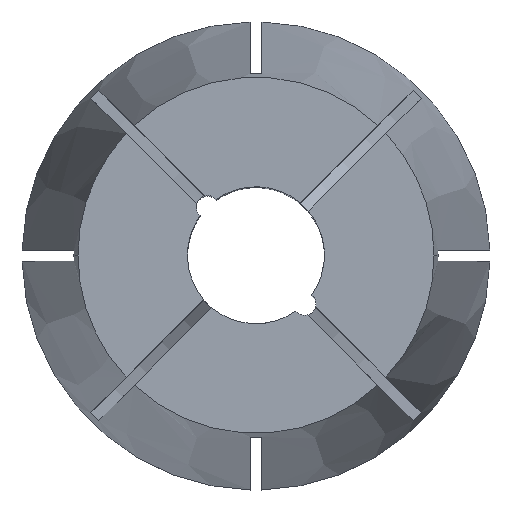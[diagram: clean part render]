
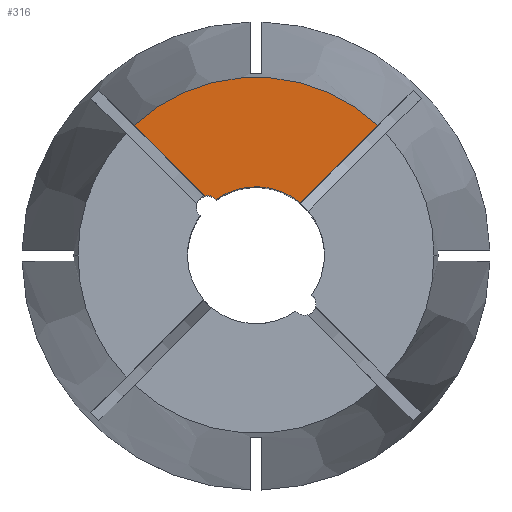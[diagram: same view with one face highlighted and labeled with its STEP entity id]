
A CAD part, top view. The second image highlights one B-rep face of the part: STEP entity #316.
In plain terms, the highlighted planar face has unit normal (0, 0, 1).
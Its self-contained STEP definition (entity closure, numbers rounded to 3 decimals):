
#4 = DIRECTION ( 'NONE',  ( 0., 0., -1. ) ) ;
#67 = DIRECTION ( 'NONE',  ( 0., 0., 1. ) ) ;
#72 = AXIS2_PLACEMENT_3D ( 'NONE', #1207, #4, #1020 ) ;
#212 = VERTEX_POINT ( 'NONE', #473 ) ;
#231 = CARTESIAN_POINT ( 'NONE',  ( -4.501, 5.209, 0. ) ) ;
#296 = ORIENTED_EDGE ( 'NONE', *, *, #793, .F. ) ;
#316 = ADVANCED_FACE ( 'NONE', ( #352 ), #1392, .F. ) ;
#352 = FACE_OUTER_BOUND ( 'NONE', #533, .T. ) ;
#361 = CARTESIAN_POINT ( 'NONE',  ( -0.354, 0.354, 0. ) ) ;
#396 = DIRECTION ( 'NONE',  ( 1., 0., 0. ) ) ;
#451 = VERTEX_POINT ( 'NONE', #1667 ) ;
#473 = CARTESIAN_POINT ( 'NONE',  ( -10.668, 11.375, 0. ) ) ;
#478 = VECTOR ( 'NONE', #538, 1000. ) ;
#532 = LINE ( 'NONE', #1234, #1416 ) ;
#533 = EDGE_LOOP ( 'NONE', ( #969, #1572, #296, #938, #803 ) ) ;
#538 = DIRECTION ( 'NONE',  ( 0.707, 0.707, 0. ) ) ;
#645 = DIRECTION ( 'NONE',  ( 0., 0., 1. ) ) ;
#654 = CARTESIAN_POINT ( 'NONE',  ( 10.668, 11.375, 0. ) ) ;
#680 = AXIS2_PLACEMENT_3D ( 'NONE', #1722, #645, #1872 ) ;
#793 = EDGE_CURVE ( 'NONE', #451, #1224, #2173, .T. ) ;
#803 = ORIENTED_EDGE ( 'NONE', *, *, #1171, .T. ) ;
#812 = CARTESIAN_POINT ( 'NONE',  ( -3.479, 4.888, 0. ) ) ;
#938 = ORIENTED_EDGE ( 'NONE', *, *, #1522, .T. ) ;
#969 = ORIENTED_EDGE ( 'NONE', *, *, #1516, .T. ) ;
#980 = CARTESIAN_POINT ( 'NONE',  ( -4.243, 4.243, 0. ) ) ;
#1020 = DIRECTION ( 'NONE',  ( -1., 0., 0. ) ) ;
#1132 = EDGE_CURVE ( 'NONE', #1224, #1626, #2095, .T. ) ;
#1161 = DIRECTION ( 'NONE',  ( -1., 0., 0. ) ) ;
#1171 = EDGE_CURVE ( 'NONE', #1295, #212, #2047, .T. ) ;
#1207 = CARTESIAN_POINT ( 'NONE',  ( 0., 0., 0. ) ) ;
#1224 = VERTEX_POINT ( 'NONE', #812 ) ;
#1234 = CARTESIAN_POINT ( 'NONE',  ( 0.354, 0.354, 0. ) ) ;
#1295 = VERTEX_POINT ( 'NONE', #654 ) ;
#1375 = CARTESIAN_POINT ( 'NONE',  ( 0., 0., 0. ) ) ;
#1392 = PLANE ( 'NONE',  #72 ) ;
#1413 = DIRECTION ( 'NONE',  ( 0.707, -0.707, 0. ) ) ;
#1416 = VECTOR ( 'NONE', #1413, 1000. ) ;
#1516 = EDGE_CURVE ( 'NONE', #212, #1626, #532, .T. ) ;
#1522 = EDGE_CURVE ( 'NONE', #451, #1295, #1862, .T. ) ;
#1572 = ORIENTED_EDGE ( 'NONE', *, *, #1132, .F. ) ;
#1626 = VERTEX_POINT ( 'NONE', #231 ) ;
#1667 = CARTESIAN_POINT ( 'NONE',  ( 3.874, 4.581, 0. ) ) ;
#1722 = CARTESIAN_POINT ( 'NONE',  ( 0., 0., 0. ) ) ;
#1862 = LINE ( 'NONE', #361, #478 ) ;
#1872 = DIRECTION ( 'NONE',  ( 1., 0., 0. ) ) ;
#1988 = AXIS2_PLACEMENT_3D ( 'NONE', #980, #2184, #1161 ) ;
#2047 = CIRCLE ( 'NONE', #680, 15.595 ) ;
#2063 = AXIS2_PLACEMENT_3D ( 'NONE', #1375, #67, #396 ) ;
#2095 = CIRCLE ( 'NONE', #1988, 1. ) ;
#2173 = CIRCLE ( 'NONE', #2063, 6. ) ;
#2184 = DIRECTION ( 'NONE',  ( 0., 0., 1. ) ) ;
